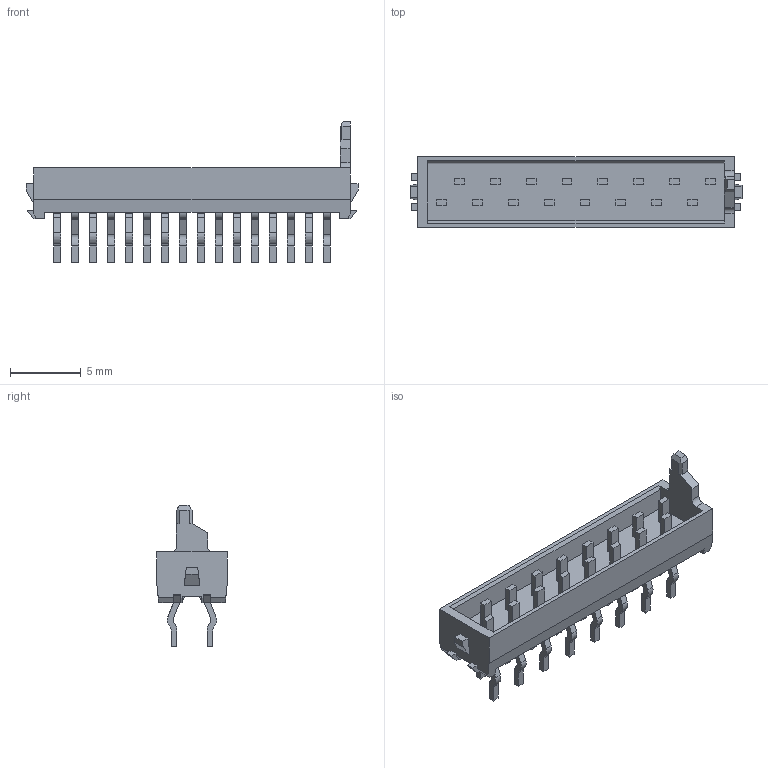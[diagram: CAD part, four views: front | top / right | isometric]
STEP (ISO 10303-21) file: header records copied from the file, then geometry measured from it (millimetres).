
FILE_DESCRIPTION((''),'2;1');
FILE_NAME('C-8-215464-6','2017-03-10T',('workeradm'),('Tyco Electronics Ltd.'),'CREO PARAMETRIC BY PTC INC, 2016050','CREO PARAMETRIC BY PTC INC, 2016050','');
FILE_SCHEMA(('AUTOMOTIVE_DESIGN { 1 0 10303 214 1 1 1 1 }'));
Length unit declared in the file: millimetre
Products named in the file (1): C-8-215464-6
Bounding box: 23.5 x 5 x 10 mm (x, y, z)
Volume: 220.1 mm3; surface area: 682.9 mm2
Topology: 1 solids, 1 shells, 401 faces, 1098 edges, 733 vertices
Faces by surface type: plane 271, cylinder 130
Entity records: 12872 total; most frequent: CARTESIAN_POINT 2234, ORIENTED_EDGE 2196, DIRECTION 2160, EDGE_CURVE 1098, VECTOR 838, LINE 838, VERTEX_POINT 733, AXIS2_PLACEMENT_3D 661
